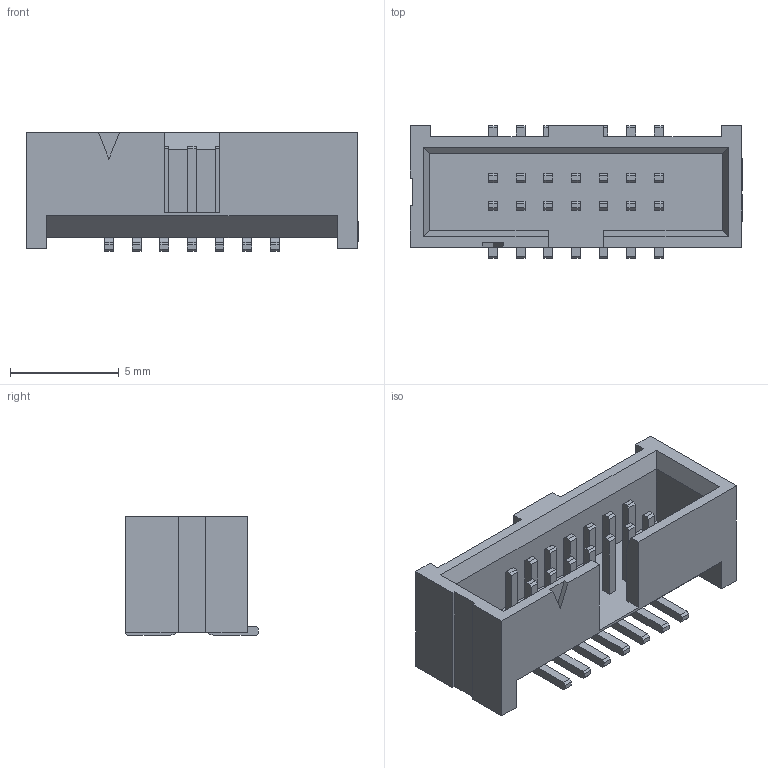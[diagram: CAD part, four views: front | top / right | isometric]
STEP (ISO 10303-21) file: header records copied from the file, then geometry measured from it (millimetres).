
FILE_DESCRIPTION (( 'STEP AP214' ), '1' );
FILE_NAME ('CONN-SMD_SHF-107-01-L-D-SM.STEP', '2025-01-08T12:08:15', ( '' ), ( '' ), 'SwSTEP 2.0', 'SolidWorks 2020', '' );
FILE_SCHEMA (( 'AUTOMOTIVE_DESIGN' ));
Length unit declared in the file: millimetre
Products named in the file (1): CONN-SMD_SHF-107-01-L-D-SM
Bounding box: 15.25 x 6.1 x 5.46 mm (x, y, z)
Volume: 199.6 mm3; surface area: 602.3 mm2
Topology: 1 solids, 1 shells, 486 faces, 1307 edges, 870 vertices
Faces by surface type: plane 360, bspline 98, cylinder 28
Entity records: 20927 total; most frequent: CARTESIAN_POINT 3970, ORIENTED_EDGE 2614, DIRECTION 1941, EDGE_CURVE 1307, LINE 1051, VECTOR 1051, VERTEX_POINT 870, EDGE_LOOP 533
